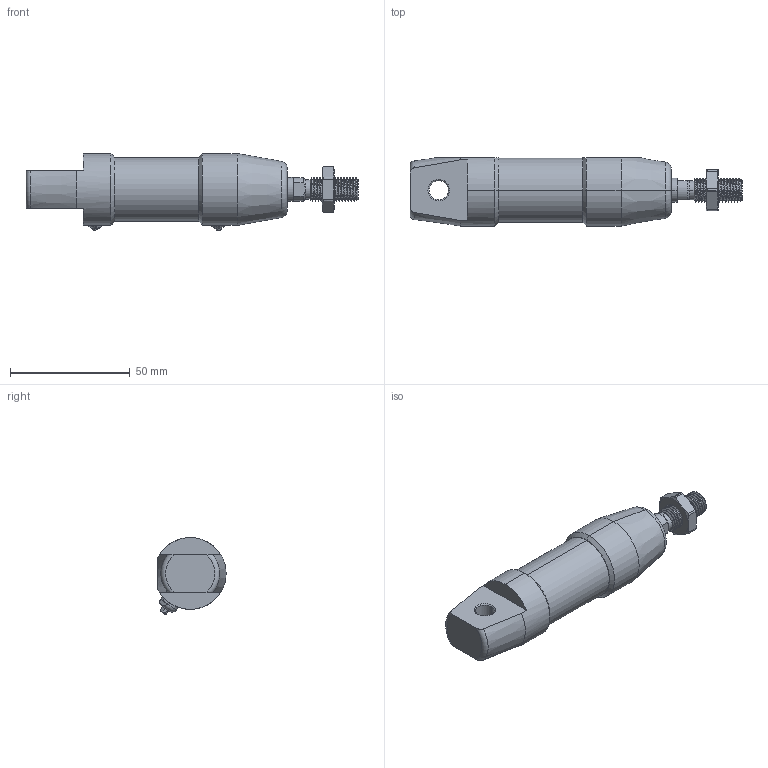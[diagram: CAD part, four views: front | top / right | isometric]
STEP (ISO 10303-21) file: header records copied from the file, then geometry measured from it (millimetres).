
FILE_DESCRIPTION (( 'STEP AP214' ), '1' );
FILE_NAME ('U025 0000 0712.STEP', '2021-04-28T07:50:05', ( '' ), ( '' ), 'SwSTEP 2.0', 'SolidWorks 2019', '' );
FILE_SCHEMA (( 'AUTOMOTIVE_DESIGN' ));
Length unit declared in the file: millimetre
Products named in the file (19): 9037-01-1; Bolt-DIN912_M6x20; Bremseskrue 16-50; 1025-07; U025 0000 0712; 9010-34_9010-34-0; Oring_ORING 22 X 1; 1025-12; Oring_ORING 02,9 X 1,2; Stempeltætning_Z82519P5007; 9025-35-R_9025-35-35,2; 9025-36JB2; Leje_PAP1008P11; Bremsepakning_PP1218N3589; Magnet_9325; Afstryger (12-25)_EL 1016N3582; Stempelstangsmøtrik_U1903030; 9036-01
Assembly tree (25 placements, depth 3):
  U025 0000 0712
    1025-07
    1025-12
    9010-34_9010-34-0
    9025-35-R_9025-35-35,2
    Afstryger (12-25)_EL 1016N3582
    Bremseskrue 16-50
      9036-01
      9037-01-1
      Oring_ORING 02,9 X 1,2
    Bremseskrue 16-50
      9036-01
      9037-01-1
      Oring_ORING 02,9 X 1,2
    9025-36JB2  x2
    Leje_PAP1008P11
    Stempeltætning_Z82519P5007  x2
    Magnet_9325
    Oring_ORING 22 X 1  x2
    Bolt-DIN912_M6x20
    Bremsepakning_PP1218N3589  x2
    Stempelstangsmøtrik_U1903030
Bounding box: 138.7 x 28.5 x 32.12 mm (x, y, z)
Volume: 55442 mm3; surface area: 37641.1 mm2
Topology: 23 solids, 23 shells, 684 faces, 1567 edges, 966 vertices
Faces by surface type: cylinder 274, plane 176, cone 139, torus 86, bspline 9
Entity records: 26781 total; most frequent: CARTESIAN_POINT 13959, DIRECTION 2609, ORIENTED_EDGE 2478, EDGE_CURVE 1239, AXIS2_PLACEMENT_3D 1094, VERTEX_POINT 769, EDGE_LOOP 610, ADVANCED_FACE 537
